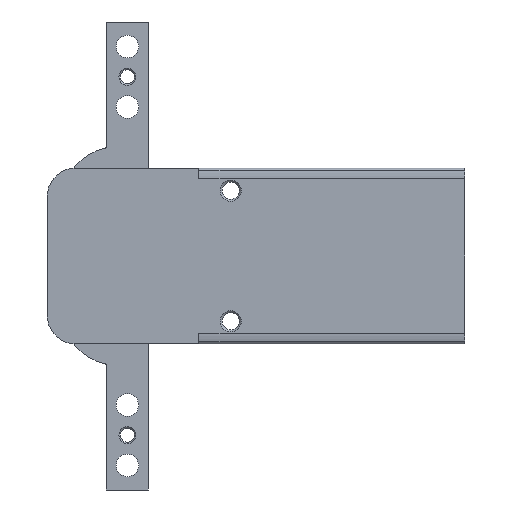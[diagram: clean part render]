
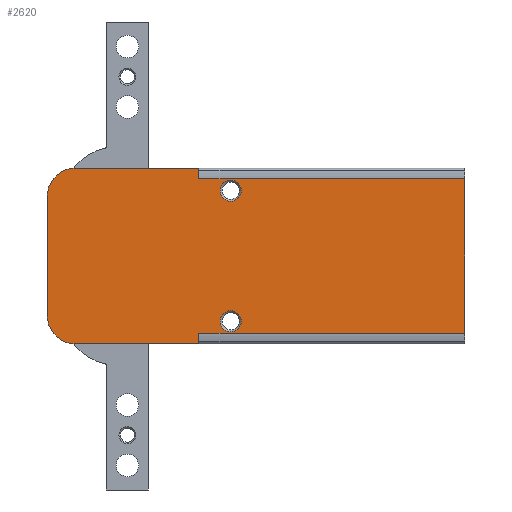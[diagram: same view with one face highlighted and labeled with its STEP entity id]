
A CAD part, left-side view. The second image highlights one B-rep face of the part: STEP entity #2620.
In plain terms, the highlighted planar face has unit normal (-1, 0, 0).
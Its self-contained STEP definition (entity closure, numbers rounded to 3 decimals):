
#176=LINE('',#4056,#379);
#187=LINE('',#4082,#390);
#210=LINE('',#4188,#413);
#227=LINE('',#4238,#430);
#229=LINE('',#4245,#432);
#230=LINE('',#4247,#433);
#231=LINE('',#4248,#434);
#232=LINE('',#4250,#435);
#379=VECTOR('',#3190,1000.);
#390=VECTOR('',#3207,1000.);
#413=VECTOR('',#3300,1000.);
#430=VECTOR('',#3341,1000.);
#432=VECTOR('',#3349,1000.);
#433=VECTOR('',#3350,1000.);
#434=VECTOR('',#3351,1000.);
#435=VECTOR('',#3352,1000.);
#710=ORIENTED_EDGE('',*,*,#1398,.T.);
#711=ORIENTED_EDGE('',*,*,#1399,.T.);
#712=ORIENTED_EDGE('',*,*,#1303,.F.);
#713=ORIENTED_EDGE('',*,*,#1321,.F.);
#714=ORIENTED_EDGE('',*,*,#1396,.F.);
#715=ORIENTED_EDGE('',*,*,#1318,.F.);
#716=ORIENTED_EDGE('',*,*,#1316,.T.);
#717=ORIENTED_EDGE('',*,*,#1400,.T.);
#718=ORIENTED_EDGE('',*,*,#1401,.T.);
#719=ORIENTED_EDGE('',*,*,#1369,.T.);
#720=ORIENTED_EDGE('',*,*,#1402,.F.);
#721=ORIENTED_EDGE('',*,*,#1403,.T.);
#1303=EDGE_CURVE('',#1656,#1657,#176,.T.);
#1316=EDGE_CURVE('',#1669,#1668,#187,.T.);
#1318=EDGE_CURVE('',#1669,#1670,#1899,.T.);
#1321=EDGE_CURVE('',#1671,#1656,#1900,.T.);
#1369=EDGE_CURVE('',#1717,#1716,#210,.T.);
#1396=EDGE_CURVE('',#1670,#1671,#227,.T.);
#1398=EDGE_CURVE('',#1738,#1738,#1939,.T.);
#1399=EDGE_CURVE('',#1739,#1739,#1940,.T.);
#1400=EDGE_CURVE('',#1668,#1740,#229,.T.);
#1401=EDGE_CURVE('',#1740,#1717,#230,.T.);
#1402=EDGE_CURVE('',#1741,#1716,#231,.T.);
#1403=EDGE_CURVE('',#1741,#1657,#232,.T.);
#1656=VERTEX_POINT('',#4055);
#1657=VERTEX_POINT('',#4057);
#1668=VERTEX_POINT('',#4081);
#1669=VERTEX_POINT('',#4083);
#1670=VERTEX_POINT('',#4087);
#1671=VERTEX_POINT('',#4091);
#1716=VERTEX_POINT('',#4187);
#1717=VERTEX_POINT('',#4189);
#1738=VERTEX_POINT('',#4242);
#1739=VERTEX_POINT('',#4244);
#1740=VERTEX_POINT('',#4246);
#1741=VERTEX_POINT('',#4249);
#1899=CIRCLE('',#2829,4.);
#1900=CIRCLE('',#2831,4.);
#1939=CIRCLE('',#2876,1.5);
#1940=CIRCLE('',#2877,1.5);
#2061=EDGE_LOOP('',(#710));
#2062=EDGE_LOOP('',(#711));
#2063=EDGE_LOOP('',(#712,#713,#714,#715,#716,#717,#718,#719,#720,#721));
#2308=FACE_BOUND('',#2061,.T.);
#2309=FACE_BOUND('',#2062,.T.);
#2310=FACE_BOUND('',#2063,.T.);
#2550=PLANE('',#2875);
#2620=ADVANCED_FACE('',(#2308,#2309,#2310),#2550,.F.);
#2829=AXIS2_PLACEMENT_3D('',#4086,#3211,#3212);
#2831=AXIS2_PLACEMENT_3D('',#4092,#3217,#3218);
#2875=AXIS2_PLACEMENT_3D('',#4240,#3343,#3344);
#2876=AXIS2_PLACEMENT_3D('',#4241,#3345,#3346);
#2877=AXIS2_PLACEMENT_3D('',#4243,#3347,#3348);
#3190=DIRECTION('',(0.,-1.,0.));
#3207=DIRECTION('',(0.,-1.,0.));
#3211=DIRECTION('',(1.,0.,0.));
#3212=DIRECTION('',(0.,0.,-1.));
#3217=DIRECTION('',(1.,0.,0.));
#3218=DIRECTION('',(0.,0.,-1.));
#3300=DIRECTION('',(0.,0.,1.));
#3341=DIRECTION('',(0.,0.,1.));
#3343=DIRECTION('',(1.,0.,0.));
#3344=DIRECTION('',(0.,0.,-1.));
#3345=DIRECTION('',(1.,0.,0.));
#3346=DIRECTION('',(0.,0.,-1.));
#3347=DIRECTION('',(1.,0.,0.));
#3348=DIRECTION('',(0.,0.,-1.));
#3349=DIRECTION('',(0.,0.,1.));
#3350=DIRECTION('',(0.,-1.,0.));
#3351=DIRECTION('',(0.,-1.,0.));
#3352=DIRECTION('',(0.,0.,1.));
#4055=CARTESIAN_POINT('',(-8.,55.4,12.5));
#4056=CARTESIAN_POINT('',(-8.,59.4,12.5));
#4057=CARTESIAN_POINT('',(-8.,37.82,12.5));
#4081=CARTESIAN_POINT('',(-8.,37.82,-12.5));
#4082=CARTESIAN_POINT('',(-8.,59.4,-12.5));
#4083=CARTESIAN_POINT('',(-8.,55.4,-12.5));
#4086=CARTESIAN_POINT('',(-8.,55.4,-8.5));
#4087=CARTESIAN_POINT('',(-8.,59.4,-8.5));
#4091=CARTESIAN_POINT('',(-8.,59.4,8.5));
#4092=CARTESIAN_POINT('',(-8.,55.4,8.5));
#4187=CARTESIAN_POINT('',(-8.,0.,11.));
#4188=CARTESIAN_POINT('',(-8.,0.,-12.5));
#4189=CARTESIAN_POINT('',(-8.,0.,-11.));
#4238=CARTESIAN_POINT('',(-8.,59.4,-12.5));
#4240=CARTESIAN_POINT('',(-8.,59.4,-12.5));
#4241=CARTESIAN_POINT('',(-8.,33.3,9.3));
#4242=CARTESIAN_POINT('',(-8.,33.3,7.8));
#4243=CARTESIAN_POINT('',(-8.,33.3,-9.3));
#4244=CARTESIAN_POINT('',(-8.,33.3,-10.8));
#4245=CARTESIAN_POINT('',(-8.,37.82,-12.5));
#4246=CARTESIAN_POINT('',(-8.,37.82,-11.));
#4247=CARTESIAN_POINT('',(-8.,37.82,-11.));
#4248=CARTESIAN_POINT('',(-8.,37.82,11.));
#4249=CARTESIAN_POINT('',(-8.,37.82,11.));
#4250=CARTESIAN_POINT('',(-8.,37.82,-12.5));
